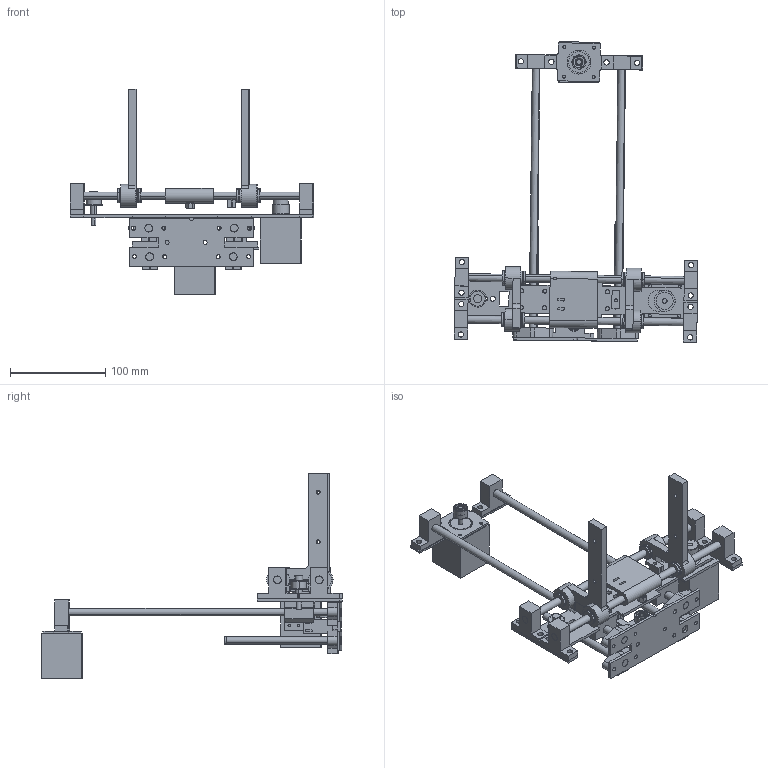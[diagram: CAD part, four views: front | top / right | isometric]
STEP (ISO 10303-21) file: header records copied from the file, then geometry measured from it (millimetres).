
FILE_DESCRIPTION (( 'STEP AP214' ), '1' );
FILE_NAME ('montage_courroie_profil.STEP', '2021-07-28T14:28:05', ( '' ), ( '' ), 'SwSTEP 2.0', 'SolidWorks 2019', '' );
FILE_SCHEMA (( 'AUTOMOTIVE_DESIGN' ));
Length unit declared in the file: millimetre
Products named in the file (27): equerre3; Idler; Belt Tightner; Plate Gripper; pince_courroie; Gripper arm left; Shaft support 8mm upright; montage_courroie_profil; 2GT_timer; X-axis; Shaft 8 mm 250 mm; Shaft 8 mm 150 mm; Linear Bearing 8 mm; radial ball bearing_68_iso_ISO 15 RBB - 325 - 8,SI,NC,8_68; Spacer 10 mm for screw 5 mm; Stepper Nema 17; Plaque_dessus_profil; Screw M5 30 mm; hex nut gradec_iso_ISO - 4034 - M5 - N; Pulley GT2 20 teeth 5 mm bore 6 mm belt; Shaft Support 8 mm flat; Linear Bearing with Housing 8 mm shaft; Shaft 8 mm 300 mm; angular contact ball bearing_68_iso_ISO 15 ABB - 496 - 10,SI,NC,10_68; Plate_Z_bottom_V2; Gripper arm right; Front Rail Panel
Assembly tree (44 placements, depth 3):
  montage_courroie_profil
    Plaque_dessus_profil
    radial ball bearing_68_iso_ISO 15 RBB - 325 - 8,SI,NC,8_68
    hex nut gradec_iso_ISO - 4034 - M5 - N
    angular contact ball bearing_68_iso_ISO 15 ABB - 496 - 10,SI,NC,10_68
    pince_courroie
    X-axis
      Shaft support 8mm upright  x4
      Shaft 8 mm 250 mm  x2
      Stepper Nema 17
      Spacer 10 mm for screw 5 mm
      Linear Bearing 8 mm  x4
      Screw M5 30 mm
      Linear Bearing with Housing 8 mm shaft  x2
      Pulley GT2 20 teeth 5 mm bore 6 mm belt
      Idler
      Front Rail Panel
      Gripper arm left
      Gripper arm right
      Belt Tightner  x2
      Plate Gripper
    2GT_timer  x2
    Plate_Z_bottom_V2
    Shaft support 8mm upright  x2
    Shaft Support 8 mm flat  x4
    Shaft 8 mm 300 mm  x2
    Shaft 8 mm 150 mm  x2
    Stepper Nema 17
    equerre3
Bounding box: 256.06 x 315.99 x 216 mm (x, y, z)
Volume: 533182.7 mm3; surface area: 213622.2 mm2
Topology: 43 solids, 43 shells, 886 faces, 2185 edges, 1434 vertices
Faces by surface type: cylinder 434, plane 412, torus 24, cone 16
Entity records: 21471 total; most frequent: DIRECTION 3371, CARTESIAN_POINT 3239, ORIENTED_EDGE 2942, EDGE_CURVE 1471, AXIS2_PLACEMENT_3D 1290, VERTEX_POINT 958, EDGE_LOOP 799, LINE 791
